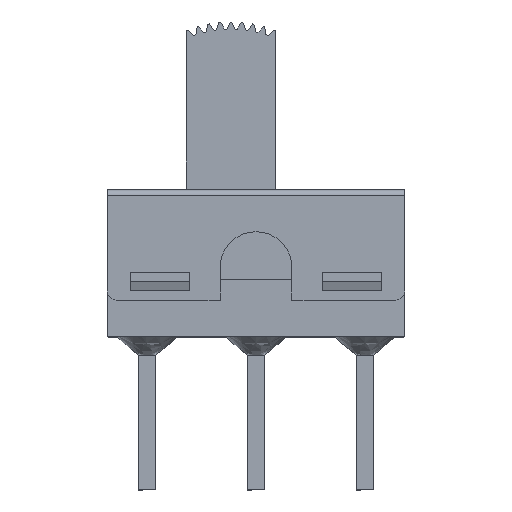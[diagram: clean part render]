
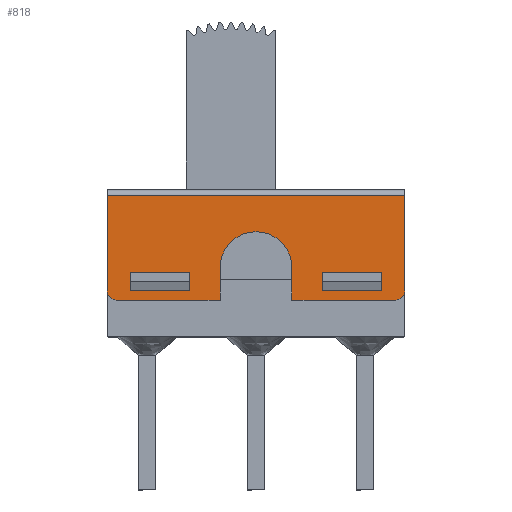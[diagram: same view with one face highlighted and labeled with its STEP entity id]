
A CAD part, top view. The second image highlights one B-rep face of the part: STEP entity #818.
In plain terms, the highlighted planar face has unit normal (0, 0, 1).
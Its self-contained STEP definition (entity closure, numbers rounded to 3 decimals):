
#51 = VERTEX_POINT ( 'NONE', #2407 ) ;
#52 = DIRECTION ( 'NONE',  ( 1., 0., 0. ) ) ;
#66 = VECTOR ( 'NONE', #2001, 1000. ) ;
#88 = CARTESIAN_POINT ( 'NONE',  ( 0., 2.987, 3.3 ) ) ;
#122 = EDGE_LOOP ( 'NONE', ( #2545, #2570, #373, #5154 ) ) ;
#126 = VECTOR ( 'NONE', #1082, 1000. ) ;
#136 = CARTESIAN_POINT ( 'NONE',  ( -1.55, 1.587, 3.3 ) ) ;
#183 = CARTESIAN_POINT ( 'NONE',  ( -1.55, 1.587, 3.3 ) ) ;
#201 = VECTOR ( 'NONE', #3959, 1000. ) ;
#243 = CARTESIAN_POINT ( 'NONE',  ( 5.425, 6.1, 3.3 ) ) ;
#256 = CARTESIAN_POINT ( 'NONE',  ( -6.025, 1.987, 3.3 ) ) ;
#353 = CARTESIAN_POINT ( 'NONE',  ( 6.425, 1.988, 3.3 ) ) ;
#373 = ORIENTED_EDGE ( 'NONE', *, *, #1868, .F. ) ;
#377 = CARTESIAN_POINT ( 'NONE',  ( -6.425, 6.1, 3.3 ) ) ;
#389 = VERTEX_POINT ( 'NONE', #183 ) ;
#413 = DIRECTION ( 'NONE',  ( 0., -1., 0. ) ) ;
#417 = DIRECTION ( 'NONE',  ( 1., 0., 0. ) ) ;
#452 = ORIENTED_EDGE ( 'NONE', *, *, #2624, .F. ) ;
#524 = DIRECTION ( 'NONE',  ( 1., 0., 0. ) ) ;
#548 = LINE ( 'NONE', #2055, #4097 ) ;
#589 = VERTEX_POINT ( 'NONE', #651 ) ;
#651 = CARTESIAN_POINT ( 'NONE',  ( -5.425, 1.987, 3.3 ) ) ;
#743 = CARTESIAN_POINT ( 'NONE',  ( -5.425, 6.1, 3.3 ) ) ;
#767 = EDGE_CURVE ( 'NONE', #2573, #3969, #5266, .T. ) ;
#818 = ADVANCED_FACE ( 'NONE', ( #3848, #1125, #1258 ), #1670, .T. ) ;
#819 = EDGE_CURVE ( 'NONE', #1700, #5329, #548, .T. ) ;
#860 = DIRECTION ( 'NONE',  ( 0., -1., 0. ) ) ;
#869 = VECTOR ( 'NONE', #1361, 1000. ) ;
#877 = AXIS2_PLACEMENT_3D ( 'NONE', #88, #2989, #524 ) ;
#939 = EDGE_CURVE ( 'NONE', #589, #1487, #3461, .T. ) ;
#1025 = CIRCLE ( 'NONE', #4507, 0.4 ) ;
#1036 = CARTESIAN_POINT ( 'NONE',  ( -6.425, 1.987, 3.3 ) ) ;
#1081 = VERTEX_POINT ( 'NONE', #1355 ) ;
#1082 = DIRECTION ( 'NONE',  ( 1., 0., 0. ) ) ;
#1111 = EDGE_CURVE ( 'NONE', #5329, #4233, #3927, .T. ) ;
#1125 = FACE_BOUND ( 'NONE', #1209, .T. ) ;
#1209 = EDGE_LOOP ( 'NONE', ( #5049, #452, #3099, #2443 ) ) ;
#1225 = CARTESIAN_POINT ( 'NONE',  ( 1.55, 2.987, 3.3 ) ) ;
#1258 = FACE_OUTER_BOUND ( 'NONE', #3683, .T. ) ;
#1269 = LINE ( 'NONE', #243, #2095 ) ;
#1322 = LINE ( 'NONE', #1348, #201 ) ;
#1348 = CARTESIAN_POINT ( 'NONE',  ( -6.425, 2.787, 3.3 ) ) ;
#1355 = CARTESIAN_POINT ( 'NONE',  ( -6.425, 6.1, 3.3 ) ) ;
#1361 = DIRECTION ( 'NONE',  ( 0., -1., 0. ) ) ;
#1414 = CARTESIAN_POINT ( 'NONE',  ( -2.875, 2.787, 3.3 ) ) ;
#1424 = DIRECTION ( 'NONE',  ( 0., 1., 0. ) ) ;
#1487 = VERTEX_POINT ( 'NONE', #2059 ) ;
#1569 = CARTESIAN_POINT ( 'NONE',  ( -2.875, 6.1, 3.3 ) ) ;
#1611 = DIRECTION ( 'NONE',  ( 1., 0., 0. ) ) ;
#1612 = CARTESIAN_POINT ( 'NONE',  ( -6.425, 6.1, 3.3 ) ) ;
#1639 = VECTOR ( 'NONE', #3317, 1000. ) ;
#1670 = PLANE ( 'NONE',  #3454 ) ;
#1673 = CARTESIAN_POINT ( 'NONE',  ( 2.875, 6.1, 3.3 ) ) ;
#1700 = VERTEX_POINT ( 'NONE', #4085 ) ;
#1820 = EDGE_CURVE ( 'NONE', #3837, #51, #1025, .T. ) ;
#1833 = VECTOR ( 'NONE', #2777, 1000. ) ;
#1868 = EDGE_CURVE ( 'NONE', #1487, #4724, #1900, .T. ) ;
#1885 = CARTESIAN_POINT ( 'NONE',  ( -6.425, 1.587, 3.3 ) ) ;
#1900 = LINE ( 'NONE', #1569, #4689 ) ;
#1984 = CARTESIAN_POINT ( 'NONE',  ( 6.425, 6.1, 3.3 ) ) ;
#2001 = DIRECTION ( 'NONE',  ( -1., 0., 0. ) ) ;
#2055 = CARTESIAN_POINT ( 'NONE',  ( 1.55, 1.587, 3.3 ) ) ;
#2059 = CARTESIAN_POINT ( 'NONE',  ( -2.875, 1.987, 3.3 ) ) ;
#2060 = ORIENTED_EDGE ( 'NONE', *, *, #2255, .F. ) ;
#2081 = EDGE_CURVE ( 'NONE', #1700, #51, #4305, .T. ) ;
#2095 = VECTOR ( 'NONE', #1424, 1000. ) ;
#2175 = DIRECTION ( 'NONE',  ( 0., -1., 0. ) ) ;
#2182 = AXIS2_PLACEMENT_3D ( 'NONE', #256, #3594, #2801 ) ;
#2255 = EDGE_CURVE ( 'NONE', #5147, #3837, #2946, .T. ) ;
#2285 = VERTEX_POINT ( 'NONE', #1036 ) ;
#2340 = CARTESIAN_POINT ( 'NONE',  ( 5.425, 2.788, 3.3 ) ) ;
#2400 = DIRECTION ( 'NONE',  ( 0., 1., 0. ) ) ;
#2407 = CARTESIAN_POINT ( 'NONE',  ( 6.025, 1.588, 3.3 ) ) ;
#2443 = ORIENTED_EDGE ( 'NONE', *, *, #3986, .F. ) ;
#2545 = ORIENTED_EDGE ( 'NONE', *, *, #3194, .F. ) ;
#2549 = CARTESIAN_POINT ( 'NONE',  ( 5.425, 1.988, 3.3 ) ) ;
#2568 = EDGE_CURVE ( 'NONE', #4233, #389, #4622, .T. ) ;
#2570 = ORIENTED_EDGE ( 'NONE', *, *, #3121, .F. ) ;
#2573 = VERTEX_POINT ( 'NONE', #4258 ) ;
#2603 = ORIENTED_EDGE ( 'NONE', *, *, #3217, .T. ) ;
#2624 = EDGE_CURVE ( 'NONE', #3969, #3332, #1269, .T. ) ;
#2777 = DIRECTION ( 'NONE',  ( 1., 0., 0. ) ) ;
#2801 = DIRECTION ( 'NONE',  ( 1., 0., 0. ) ) ;
#2808 = ORIENTED_EDGE ( 'NONE', *, *, #5095, .F. ) ;
#2857 = CARTESIAN_POINT ( 'NONE',  ( -6.425, 2.787, 3.3 ) ) ;
#2926 = LINE ( 'NONE', #1612, #1639 ) ;
#2946 = LINE ( 'NONE', #3899, #3596 ) ;
#2989 = DIRECTION ( 'NONE',  ( 0., 0., 1. ) ) ;
#2991 = LINE ( 'NONE', #2857, #66 ) ;
#3018 = CARTESIAN_POINT ( 'NONE',  ( -5.425, 2.787, 3.3 ) ) ;
#3072 = VERTEX_POINT ( 'NONE', #4251 ) ;
#3099 = ORIENTED_EDGE ( 'NONE', *, *, #767, .F. ) ;
#3121 = EDGE_CURVE ( 'NONE', #4724, #4058, #1322, .T. ) ;
#3155 = CARTESIAN_POINT ( 'NONE',  ( -1.55, 2.987, 3.3 ) ) ;
#3173 = CARTESIAN_POINT ( 'NONE',  ( -6.425, 1.987, 3.3 ) ) ;
#3176 = LINE ( 'NONE', #1673, #869 ) ;
#3194 = EDGE_CURVE ( 'NONE', #4058, #589, #4227, .T. ) ;
#3217 = EDGE_CURVE ( 'NONE', #1081, #2285, #2926, .T. ) ;
#3285 = CIRCLE ( 'NONE', #2182, 0.4 ) ;
#3317 = DIRECTION ( 'NONE',  ( 0., -1., 0. ) ) ;
#3324 = ORIENTED_EDGE ( 'NONE', *, *, #2568, .F. ) ;
#3330 = VECTOR ( 'NONE', #3735, 1000. ) ;
#3332 = VERTEX_POINT ( 'NONE', #2340 ) ;
#3454 = AXIS2_PLACEMENT_3D ( 'NONE', #4079, #4553, #860 ) ;
#3461 = LINE ( 'NONE', #5381, #3330 ) ;
#3473 = EDGE_CURVE ( 'NONE', #3332, #3072, #2991, .T. ) ;
#3594 = DIRECTION ( 'NONE',  ( 0., 0., -1. ) ) ;
#3596 = VECTOR ( 'NONE', #4729, 1000. ) ;
#3683 = EDGE_LOOP ( 'NONE', ( #2808, #4421, #3324, #4531, #4965, #5197, #5161, #2060, #4734, #2603 ) ) ;
#3726 = EDGE_CURVE ( 'NONE', #4476, #389, #4737, .T. ) ;
#3731 = CARTESIAN_POINT ( 'NONE',  ( -6.025, 1.587, 3.3 ) ) ;
#3735 = DIRECTION ( 'NONE',  ( 1., 0., 0. ) ) ;
#3753 = DIRECTION ( 'NONE',  ( 0., 1., 0. ) ) ;
#3837 = VERTEX_POINT ( 'NONE', #353 ) ;
#3848 = FACE_BOUND ( 'NONE', #122, .T. ) ;
#3857 = CARTESIAN_POINT ( 'NONE',  ( -6.425, 1.587, 3.3 ) ) ;
#3899 = CARTESIAN_POINT ( 'NONE',  ( 6.425, 6.1, 3.3 ) ) ;
#3900 = VECTOR ( 'NONE', #413, 1000. ) ;
#3927 = CIRCLE ( 'NONE', #877, 1.55 ) ;
#3943 = EDGE_CURVE ( 'NONE', #1081, #5147, #4733, .T. ) ;
#3959 = DIRECTION ( 'NONE',  ( -1., 0., 0. ) ) ;
#3969 = VERTEX_POINT ( 'NONE', #2549 ) ;
#3986 = EDGE_CURVE ( 'NONE', #3072, #2573, #3176, .T. ) ;
#3987 = VECTOR ( 'NONE', #52, 1000. ) ;
#4058 = VERTEX_POINT ( 'NONE', #3018 ) ;
#4079 = CARTESIAN_POINT ( 'NONE',  ( -6.425, 6.1, 3.3 ) ) ;
#4085 = CARTESIAN_POINT ( 'NONE',  ( 1.55, 1.587, 3.3 ) ) ;
#4097 = VECTOR ( 'NONE', #3753, 1000. ) ;
#4227 = LINE ( 'NONE', #743, #3900 ) ;
#4233 = VERTEX_POINT ( 'NONE', #3155 ) ;
#4251 = CARTESIAN_POINT ( 'NONE',  ( 2.875, 2.788, 3.3 ) ) ;
#4258 = CARTESIAN_POINT ( 'NONE',  ( 2.875, 1.988, 3.3 ) ) ;
#4305 = LINE ( 'NONE', #3857, #3987 ) ;
#4421 = ORIENTED_EDGE ( 'NONE', *, *, #3726, .T. ) ;
#4424 = VECTOR ( 'NONE', #2175, 1000. ) ;
#4476 = VERTEX_POINT ( 'NONE', #3731 ) ;
#4479 = DIRECTION ( 'NONE',  ( 0., 0., -1. ) ) ;
#4507 = AXIS2_PLACEMENT_3D ( 'NONE', #5318, #4479, #1611 ) ;
#4531 = ORIENTED_EDGE ( 'NONE', *, *, #1111, .F. ) ;
#4553 = DIRECTION ( 'NONE',  ( 0., 0., 1. ) ) ;
#4622 = LINE ( 'NONE', #136, #4424 ) ;
#4689 = VECTOR ( 'NONE', #2400, 1000. ) ;
#4724 = VERTEX_POINT ( 'NONE', #1414 ) ;
#4729 = DIRECTION ( 'NONE',  ( 0., -1., 0. ) ) ;
#4733 = LINE ( 'NONE', #377, #5247 ) ;
#4734 = ORIENTED_EDGE ( 'NONE', *, *, #3943, .F. ) ;
#4737 = LINE ( 'NONE', #1885, #126 ) ;
#4965 = ORIENTED_EDGE ( 'NONE', *, *, #819, .F. ) ;
#5049 = ORIENTED_EDGE ( 'NONE', *, *, #3473, .F. ) ;
#5095 = EDGE_CURVE ( 'NONE', #4476, #2285, #3285, .T. ) ;
#5147 = VERTEX_POINT ( 'NONE', #1984 ) ;
#5154 = ORIENTED_EDGE ( 'NONE', *, *, #939, .F. ) ;
#5161 = ORIENTED_EDGE ( 'NONE', *, *, #1820, .F. ) ;
#5197 = ORIENTED_EDGE ( 'NONE', *, *, #2081, .T. ) ;
#5247 = VECTOR ( 'NONE', #417, 1000. ) ;
#5266 = LINE ( 'NONE', #3173, #1833 ) ;
#5318 = CARTESIAN_POINT ( 'NONE',  ( 6.025, 1.988, 3.3 ) ) ;
#5329 = VERTEX_POINT ( 'NONE', #1225 ) ;
#5381 = CARTESIAN_POINT ( 'NONE',  ( -6.425, 1.987, 3.3 ) ) ;
